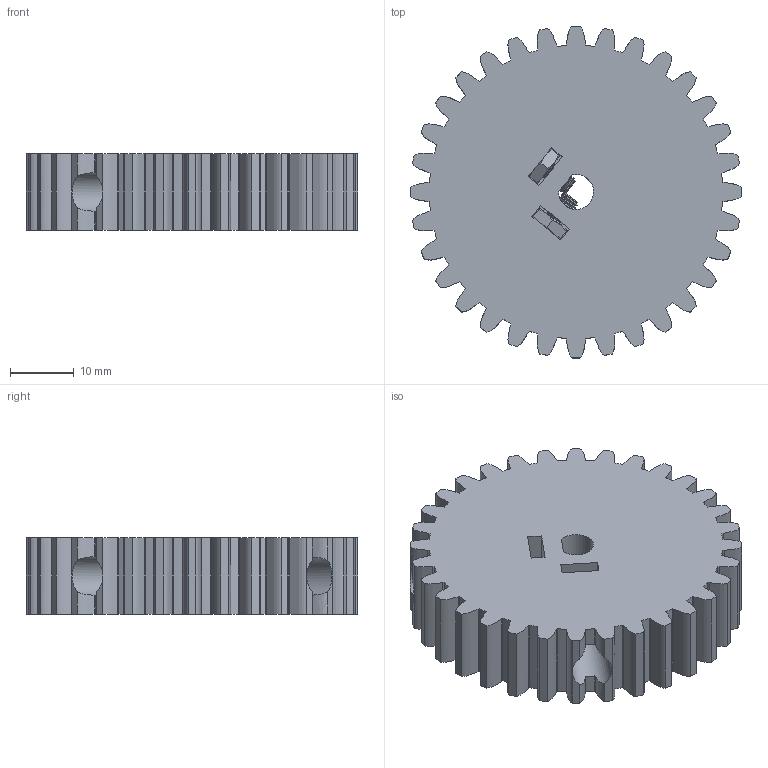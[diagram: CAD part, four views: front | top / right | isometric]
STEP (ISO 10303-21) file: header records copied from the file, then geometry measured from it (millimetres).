
FILE_DESCRIPTION(/* description */ (''),/* implementation_level */ '2;1');
FILE_NAME(/* name */ 'Stepper_planetaryGear v28.step',/* time_stamp */ '2020-12-07T19:07:20-05:00',/* author */ (''),/* organization */ (''),/* preprocessor_version */ 'ST-DEVELOPER v18.1',/* originating_system */ 'Autodesk Translation Framework v9.3.0.1241',/* authorisation */ '');
FILE_SCHEMA (('AUTOMOTIVE_DESIGN { 1 0 10303 214 3 1 1 }'));
Length unit declared in the file: millimetre
Products named in the file (5): Stepper_planetaryGear; 90695A033; 90695A033 (1); 92000A122; 92000A122 (1)
Assembly tree (4 placements, depth 2):
  Stepper_planetaryGear
    90695A033
    90695A033 (1)
    92000A122
    92000A122 (1)
Bounding box: 52 x 52 x 12 mm (x, y, z)
Volume: 21648.2 mm3; surface area: 9088.7 mm2
Topology: 5 solids, 5 shells, 450 faces, 1268 edges, 834 vertices
Faces by surface type: plane 169, cylinder 151, bspline 80, cone 44, torus 4, sphere 2
Full cylindrical faces by diameter (mm): 2.35 x46, 3 x54, 6 x2, 6.25 x2
Entity records: 30872 total; most frequent: CARTESIAN_POINT 20226, ORIENTED_EDGE 2536, DIRECTION 1778, EDGE_CURVE 1268, VERTEX_POINT 834, LINE 610, VECTOR 610, AXIS2_PLACEMENT_3D 584
